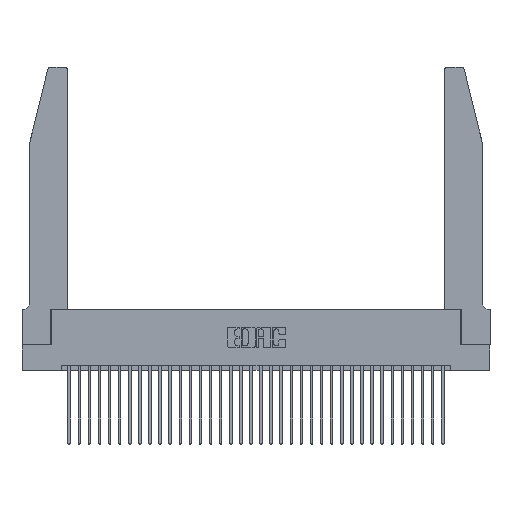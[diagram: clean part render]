
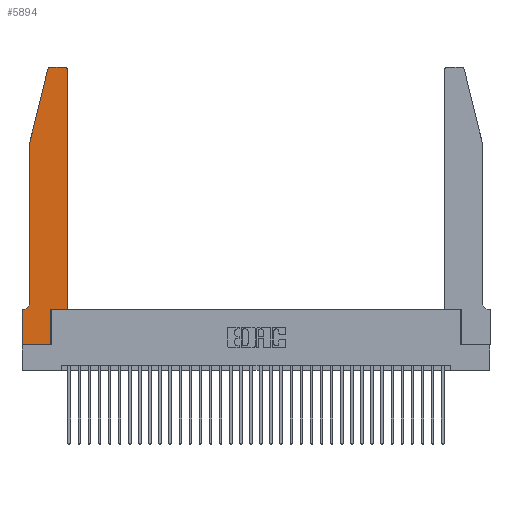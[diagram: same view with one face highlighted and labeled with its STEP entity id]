
A CAD part, top view. The second image highlights one B-rep face of the part: STEP entity #5894.
In plain terms, the highlighted planar face has unit normal (0, 0, 1).
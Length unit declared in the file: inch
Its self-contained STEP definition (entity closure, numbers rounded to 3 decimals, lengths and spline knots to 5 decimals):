
#135 = ORIENTED_EDGE ( 'NONE', *, *, #7736, .T. ) ;
#240 = VERTEX_POINT ( 'NONE', #32707 ) ;
#683 = DIRECTION ( 'NONE',  ( 1., 0., 0. ) ) ;
#776 = ORIENTED_EDGE ( 'NONE', *, *, #23129, .T. ) ;
#794 = CARTESIAN_POINT ( 'NONE',  ( 0., 0., 0.37 ) ) ;
#1027 = EDGE_CURVE ( 'NONE', #7689, #28381, #24024, .T. ) ;
#1644 = DIRECTION ( 'NONE',  ( 1., 0., 0. ) ) ;
#1707 = AXIS2_PLACEMENT_3D ( 'NONE', #28352, #23173, #34553 ) ;
#1802 = EDGE_CURVE ( 'NONE', #26386, #22131, #18975, .T. ) ;
#1912 = LINE ( 'NONE', #2337, #16790 ) ;
#2337 = CARTESIAN_POINT ( 'NONE',  ( 0.0755, 2., 0.37 ) ) ;
#2395 = ORIENTED_EDGE ( 'NONE', *, *, #33037, .T. ) ;
#2971 = EDGE_CURVE ( 'NONE', #28381, #21177, #26876, .T. ) ;
#3107 = VECTOR ( 'NONE', #13743, 39.37008 ) ;
#3121 = LINE ( 'NONE', #28898, #21890 ) ;
#3780 = CARTESIAN_POINT ( 'NONE',  ( 0.0755, 2., 0.37 ) ) ;
#4054 = LINE ( 'NONE', #794, #4512 ) ;
#4153 = CIRCLE ( 'NONE', #19900, 0.03 ) ;
#4512 = VECTOR ( 'NONE', #683, 39.37008 ) ;
#5036 = VERTEX_POINT ( 'NONE', #10514 ) ;
#5621 = LINE ( 'NONE', #14499, #22648 ) ;
#5894 = ADVANCED_FACE ( 'NONE', ( #31735 ), #33950, .T. ) ;
#6109 = CARTESIAN_POINT ( 'NONE',  ( 0.2865, 0., 0.37 ) ) ;
#6189 = VECTOR ( 'NONE', #1644, 39.37008 ) ;
#6335 = VECTOR ( 'NONE', #8685, 39.37008 ) ;
#6812 = VECTOR ( 'NONE', #33854, 39.37008 ) ;
#7129 = ORIENTED_EDGE ( 'NONE', *, *, #1802, .T. ) ;
#7534 = AXIS2_PLACEMENT_3D ( 'NONE', #14733, #15781, #8487 ) ;
#7689 = VERTEX_POINT ( 'NONE', #20270 ) ;
#7736 = EDGE_CURVE ( 'NONE', #31052, #26386, #5621, .T. ) ;
#7996 = ORIENTED_EDGE ( 'NONE', *, *, #1027, .T. ) ;
#8487 = DIRECTION ( 'NONE',  ( 1., 0., 0. ) ) ;
#8685 = DIRECTION ( 'NONE',  ( 0., -1., 0. ) ) ;
#8795 = DIRECTION ( 'NONE',  ( 1., 0., 0. ) ) ;
#10494 = VERTEX_POINT ( 'NONE', #11118 ) ;
#10514 = CARTESIAN_POINT ( 'NONE',  ( 0.4505, 2.72, 0.37 ) ) ;
#10802 = LINE ( 'NONE', #3780, #20585 ) ;
#11118 = CARTESIAN_POINT ( 'NONE',  ( 0., 0., 0.37 ) ) ;
#11407 = DIRECTION ( 'NONE',  ( -1., 0., 0. ) ) ;
#11408 = ORIENTED_EDGE ( 'NONE', *, *, #12119, .T. ) ;
#11560 = DIRECTION ( 'NONE',  ( 0., 0., 1. ) ) ;
#12119 = EDGE_CURVE ( 'NONE', #240, #32348, #16803, .T. ) ;
#13091 = EDGE_CURVE ( 'NONE', #32348, #33748, #10802, .T. ) ;
#13127 = VERTEX_POINT ( 'NONE', #14565 ) ;
#13536 = DIRECTION ( 'NONE',  ( 0., -1., 0. ) ) ;
#13743 = DIRECTION ( 'NONE',  ( -1., 0., 0. ) ) ;
#14499 = CARTESIAN_POINT ( 'NONE',  ( 0.2865, 0.35, 0.37 ) ) ;
#14565 = CARTESIAN_POINT ( 'NONE',  ( 0.4205, 2.75, 0.37 ) ) ;
#14622 = ORIENTED_EDGE ( 'NONE', *, *, #28286, .T. ) ;
#14733 = CARTESIAN_POINT ( 'NONE',  ( 0.284, 2.72, 0.37 ) ) ;
#14788 = CARTESIAN_POINT ( 'NONE',  ( 0.4505, 0.35, 0.37 ) ) ;
#14947 = CARTESIAN_POINT ( 'NONE',  ( 0., 0.35, 0.37 ) ) ;
#15245 = ORIENTED_EDGE ( 'NONE', *, *, #13091, .T. ) ;
#15781 = DIRECTION ( 'NONE',  ( 0., 0., 1. ) ) ;
#16074 = ORIENTED_EDGE ( 'NONE', *, *, #2971, .T. ) ;
#16368 = DIRECTION ( 'NONE',  ( -1., 0., 0. ) ) ;
#16790 = VECTOR ( 'NONE', #13536, 39.37008 ) ;
#16803 = CIRCLE ( 'NONE', #7534, 0.03 ) ;
#17440 = DIRECTION ( 'NONE',  ( 0., 1., 0. ) ) ;
#18486 = CARTESIAN_POINT ( 'NONE',  ( 0.2865, 0.35, 0.37 ) ) ;
#18975 = LINE ( 'NONE', #14788, #6189 ) ;
#19081 = CARTESIAN_POINT ( 'NONE',  ( 0.0755, 2., 0.37 ) ) ;
#19233 = CARTESIAN_POINT ( 'NONE',  ( 0.0055, 0.42, 0.37 ) ) ;
#19576 = LINE ( 'NONE', #28366, #6812 ) ;
#19900 = AXIS2_PLACEMENT_3D ( 'NONE', #25354, #11560, #8795 ) ;
#20270 = CARTESIAN_POINT ( 'NONE',  ( 0.0755, 0.42, 0.37 ) ) ;
#20585 = VECTOR ( 'NONE', #30497, 39.37008 ) ;
#21177 = VERTEX_POINT ( 'NONE', #14947 ) ;
#21890 = VECTOR ( 'NONE', #16368, 39.37008 ) ;
#22131 = VERTEX_POINT ( 'NONE', #34623 ) ;
#22648 = VECTOR ( 'NONE', #17440, 39.37008 ) ;
#23129 = EDGE_CURVE ( 'NONE', #5036, #13127, #4153, .T. ) ;
#23173 = DIRECTION ( 'NONE',  ( 0., 0., 1. ) ) ;
#24024 = CIRCLE ( 'NONE', #28792, 0.07 ) ;
#24286 = ORIENTED_EDGE ( 'NONE', *, *, #26477, .T. ) ;
#24407 = DIRECTION ( 'NONE',  ( 0., 0., -1. ) ) ;
#24490 = CARTESIAN_POINT ( 'NONE',  ( 0.0755, 0.35, 0.37 ) ) ;
#25279 = EDGE_LOOP ( 'NONE', ( #24286, #11408, #15245, #27646, #7996, #16074, #14622, #31043, #135, #7129, #2395, #776 ) ) ;
#25348 = CARTESIAN_POINT ( 'NONE',  ( 0.25487, 2.72718, 0.37 ) ) ;
#25354 = CARTESIAN_POINT ( 'NONE',  ( 0.4205, 2.72, 0.37 ) ) ;
#25409 = LINE ( 'NONE', #30462, #6335 ) ;
#26386 = VERTEX_POINT ( 'NONE', #18486 ) ;
#26477 = EDGE_CURVE ( 'NONE', #13127, #240, #3121, .T. ) ;
#26876 = LINE ( 'NONE', #24490, #3107 ) ;
#27301 = EDGE_CURVE ( 'NONE', #10494, #31052, #4054, .T. ) ;
#27646 = ORIENTED_EDGE ( 'NONE', *, *, #30740, .T. ) ;
#28286 = EDGE_CURVE ( 'NONE', #21177, #10494, #25409, .T. ) ;
#28352 = CARTESIAN_POINT ( 'NONE',  ( 0., 0.35, 0.37 ) ) ;
#28366 = CARTESIAN_POINT ( 'NONE',  ( 0.4505, 0.35, 0.37 ) ) ;
#28381 = VERTEX_POINT ( 'NONE', #33560 ) ;
#28792 = AXIS2_PLACEMENT_3D ( 'NONE', #19233, #24407, #11407 ) ;
#28898 = CARTESIAN_POINT ( 'NONE',  ( 0.2605, 2.75, 0.37 ) ) ;
#30462 = CARTESIAN_POINT ( 'NONE',  ( 0., 0., 0.37 ) ) ;
#30497 = DIRECTION ( 'NONE',  ( -0.239, -0.971, 0. ) ) ;
#30740 = EDGE_CURVE ( 'NONE', #33748, #7689, #1912, .T. ) ;
#31043 = ORIENTED_EDGE ( 'NONE', *, *, #27301, .T. ) ;
#31052 = VERTEX_POINT ( 'NONE', #6109 ) ;
#31735 = FACE_OUTER_BOUND ( 'NONE', #25279, .T. ) ;
#32348 = VERTEX_POINT ( 'NONE', #25348 ) ;
#32707 = CARTESIAN_POINT ( 'NONE',  ( 0.284, 2.75, 0.37 ) ) ;
#33037 = EDGE_CURVE ( 'NONE', #22131, #5036, #19576, .T. ) ;
#33560 = CARTESIAN_POINT ( 'NONE',  ( 0.0055, 0.35, 0.37 ) ) ;
#33748 = VERTEX_POINT ( 'NONE', #19081 ) ;
#33854 = DIRECTION ( 'NONE',  ( 0., 1., 0. ) ) ;
#33950 = PLANE ( 'NONE',  #1707 ) ;
#34553 = DIRECTION ( 'NONE',  ( 1., 0., 0. ) ) ;
#34623 = CARTESIAN_POINT ( 'NONE',  ( 0.4505, 0.35, 0.37 ) ) ;
